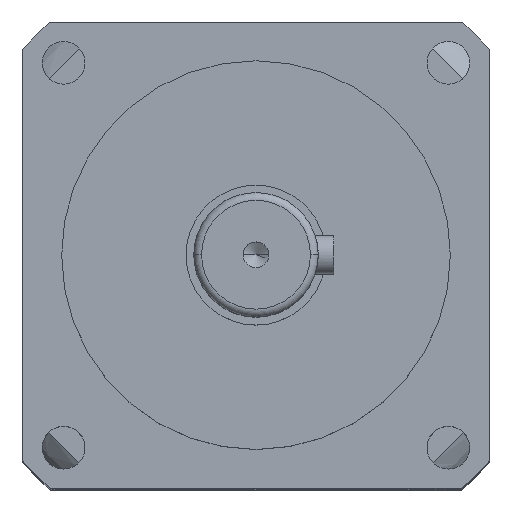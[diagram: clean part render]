
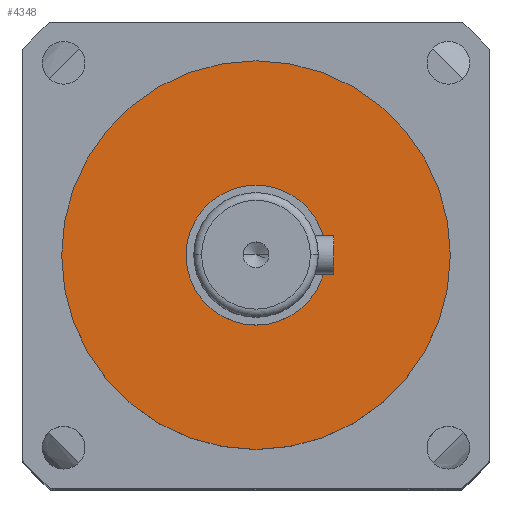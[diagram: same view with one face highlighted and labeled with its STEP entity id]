
A CAD part, top view. The second image highlights one B-rep face of the part: STEP entity #4348.
In plain terms, the highlighted planar face has unit normal (0, 0, 1).
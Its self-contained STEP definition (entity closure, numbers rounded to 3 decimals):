
#493 = VERTEX_POINT ( 'NONE', #1377 ) ;
#502 = DIRECTION ( 'NONE',  ( 1., 0., 0. ) ) ;
#598 = DIRECTION ( 'NONE',  ( -1., 0., 0. ) ) ;
#611 = DIRECTION ( 'NONE',  ( 0., 0., -1. ) ) ;
#675 = CARTESIAN_POINT ( 'NONE',  ( 0., 25., -28. ) ) ;
#719 = PLANE ( 'NONE',  #2522 ) ;
#725 = CARTESIAN_POINT ( 'NONE',  ( 0., 0., -28. ) ) ;
#763 = DIRECTION ( 'NONE',  ( 0., 0., 1. ) ) ;
#1308 = CARTESIAN_POINT ( 'NONE',  ( 9., 0., -28. ) ) ;
#1377 = CARTESIAN_POINT ( 'NONE',  ( -9., 0., -28. ) ) ;
#1563 = DIRECTION ( 'NONE',  ( 1., 0., 0. ) ) ;
#1589 = AXIS2_PLACEMENT_3D ( 'NONE', #725, #6572, #1563 ) ;
#1609 = DIRECTION ( 'NONE',  ( 0., 0., 1. ) ) ;
#1965 = VERTEX_POINT ( 'NONE', #7381 ) ;
#2064 = CARTESIAN_POINT ( 'NONE',  ( -25., 0., -28. ) ) ;
#2350 = ORIENTED_EDGE ( 'NONE', *, *, #9714, .T. ) ;
#2491 = ORIENTED_EDGE ( 'NONE', *, *, #4892, .F. ) ;
#2522 = AXIS2_PLACEMENT_3D ( 'NONE', #675, #611, #598 ) ;
#2538 = AXIS2_PLACEMENT_3D ( 'NONE', #10536, #5546, #502 ) ;
#2656 = FACE_OUTER_BOUND ( 'NONE', #10455, .T. ) ;
#4348 = ADVANCED_FACE ( 'NONE', ( #6987, #2656 ), #719, .F. ) ;
#4892 = EDGE_CURVE ( 'NONE', #5656, #493, #8004, .T. ) ;
#5507 = ORIENTED_EDGE ( 'NONE', *, *, #9307, .F. ) ;
#5546 = DIRECTION ( 'NONE',  ( 0., 0., 1. ) ) ;
#5588 = CIRCLE ( 'NONE', #10831, 9. ) ;
#5656 = VERTEX_POINT ( 'NONE', #1308 ) ;
#5686 = DIRECTION ( 'NONE',  ( 1., 0., 0. ) ) ;
#6124 = EDGE_LOOP ( 'NONE', ( #2491, #5507 ) ) ;
#6572 = DIRECTION ( 'NONE',  ( 0., 0., 1. ) ) ;
#6620 = CARTESIAN_POINT ( 'NONE',  ( 0., 0., -28. ) ) ;
#6987 = FACE_BOUND ( 'NONE', #6124, .T. ) ;
#7120 = CIRCLE ( 'NONE', #1589, 25. ) ;
#7195 = ORIENTED_EDGE ( 'NONE', *, *, #7694, .T. ) ;
#7381 = CARTESIAN_POINT ( 'NONE',  ( 25., 0., -28. ) ) ;
#7465 = DIRECTION ( 'NONE',  ( 1., 0., 0. ) ) ;
#7694 = EDGE_CURVE ( 'NONE', #1965, #8817, #9127, .T. ) ;
#8004 = CIRCLE ( 'NONE', #8775, 9. ) ;
#8775 = AXIS2_PLACEMENT_3D ( 'NONE', #9553, #763, #5686 ) ;
#8817 = VERTEX_POINT ( 'NONE', #2064 ) ;
#9127 = CIRCLE ( 'NONE', #2538, 25. ) ;
#9307 = EDGE_CURVE ( 'NONE', #493, #5656, #5588, .T. ) ;
#9553 = CARTESIAN_POINT ( 'NONE',  ( 0., 0., -28. ) ) ;
#9714 = EDGE_CURVE ( 'NONE', #8817, #1965, #7120, .T. ) ;
#10455 = EDGE_LOOP ( 'NONE', ( #7195, #2350 ) ) ;
#10536 = CARTESIAN_POINT ( 'NONE',  ( 0., 0., -28. ) ) ;
#10831 = AXIS2_PLACEMENT_3D ( 'NONE', #6620, #1609, #7465 ) ;
